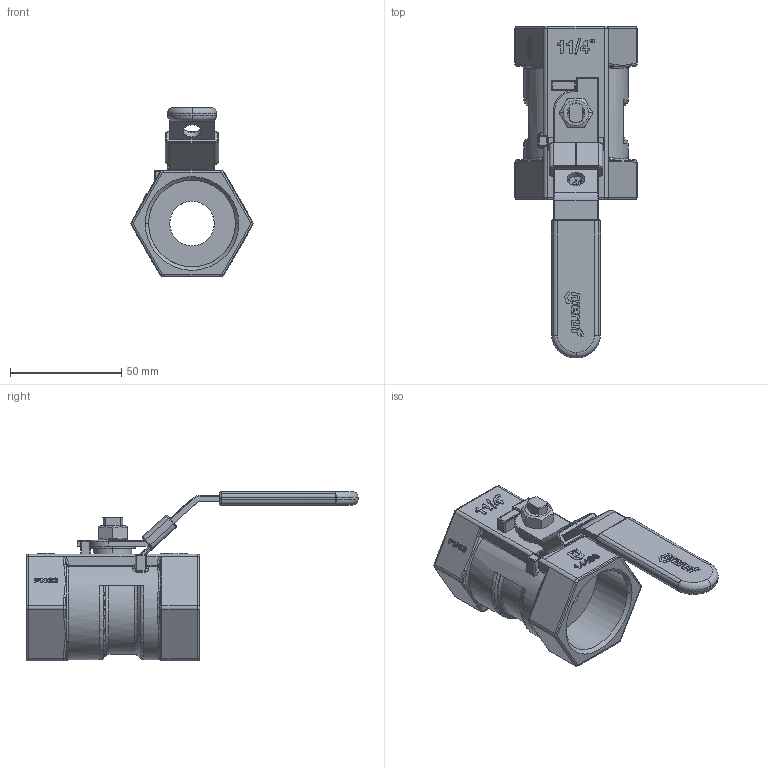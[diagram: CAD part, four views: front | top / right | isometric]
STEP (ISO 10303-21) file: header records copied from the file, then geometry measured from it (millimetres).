
FILE_DESCRIPTION(('HOOPS Exchange Step'),'2;1');
FILE_NAME('GK03_DN32.stp','2025-09-30T09:16:10+02:00',('nieru'),('Unknown organisation'),'HOOPS Exchange 2024.2','HOOPS Exchange','Unknown authorisation');
FILE_SCHEMA( ('AP203_CONFIGURATION_CONTROLLED_3D_DESIGN_OF_MECHANICAL_PARTS_AND_ASSEMBLIES_MIM_LF') );
Length unit declared in the file: millimetre
Products named in the file (2): 0; root
Assembly tree (1 placements, depth 2):
  root
    0
Bounding box: 54.81 x 149.05 x 76.3 mm (x, y, z)
Volume: 98291.1 mm3; surface area: 31955 mm2
Topology: 1 solids, 1 shells, 977 faces, 2612 edges, 1670 vertices
Faces by surface type: plane 310, bspline 264, cylinder 207, extrusion 104, torus 44, sphere 30, cone 18
Entity records: 53841 total; most frequent: CARTESIAN_POINT 32672, ORIENTED_EDGE 5224, DIRECTION 2876, EDGE_CURVE 2612, VERTEX_POINT 1670, VECTOR 1338, B_SPLINE_CURVE_WITH_KNOTS 1260, LINE 1234
